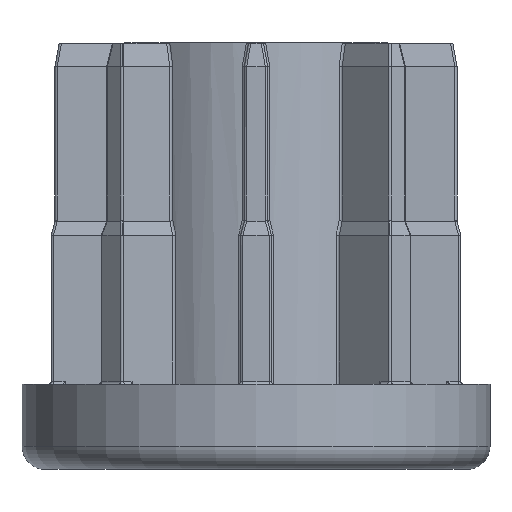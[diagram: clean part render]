
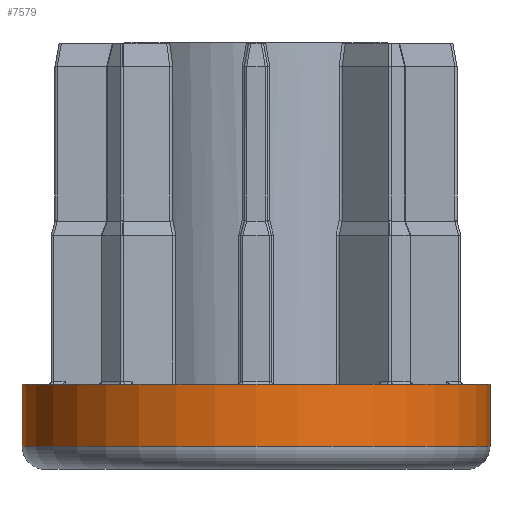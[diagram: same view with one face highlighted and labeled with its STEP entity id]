
A CAD part, front view. The second image highlights one B-rep face of the part: STEP entity #7579.
In plain terms, the highlighted cylindrical face has radius 30.15 mm (diameter 60.3 mm), a partial arc.
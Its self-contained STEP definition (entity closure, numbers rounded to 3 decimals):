
#111 = LINE ( 'NONE', #3050, #4927 ) ;
#186 = DIRECTION ( 'NONE',  ( 0., 0., 1. ) ) ;
#1959 = DIRECTION ( 'NONE',  ( 0., 0., -1. ) ) ;
#2039 = FACE_OUTER_BOUND ( 'NONE', #12257, .T. ) ;
#2719 = CIRCLE ( 'NONE', #2809, 30.15 ) ;
#2809 = AXIS2_PLACEMENT_3D ( 'NONE', #9128, #3025, #10172 ) ;
#3025 = DIRECTION ( 'NONE',  ( 0., 0., 1. ) ) ;
#3050 = CARTESIAN_POINT ( 'NONE',  ( -30.15, 0., 11. ) ) ;
#3057 = ORIENTED_EDGE ( 'NONE', *, *, #11131, .T. ) ;
#3258 = AXIS2_PLACEMENT_3D ( 'NONE', #5236, #10358, #6246 ) ;
#3319 = ORIENTED_EDGE ( 'NONE', *, *, #3493, .T. ) ;
#3449 = CARTESIAN_POINT ( 'NONE',  ( 30.15, 0., 11. ) ) ;
#3493 = EDGE_CURVE ( 'NONE', #12442, #11754, #5510, .T. ) ;
#4125 = LINE ( 'NONE', #6836, #9281 ) ;
#4927 = VECTOR ( 'NONE', #1959, 1000. ) ;
#5044 = CARTESIAN_POINT ( 'NONE',  ( -30.15, 0., 11. ) ) ;
#5236 = CARTESIAN_POINT ( 'NONE',  ( 0., 0., 11. ) ) ;
#5510 = CIRCLE ( 'NONE', #6659, 30.15 ) ;
#5690 = ORIENTED_EDGE ( 'NONE', *, *, #8098, .F. ) ;
#5983 = CARTESIAN_POINT ( 'NONE',  ( -30.15, 0., 3. ) ) ;
#6206 = VERTEX_POINT ( 'NONE', #3449 ) ;
#6246 = DIRECTION ( 'NONE',  ( -1., 0., 0. ) ) ;
#6359 = CARTESIAN_POINT ( 'NONE',  ( 0., 0., 3. ) ) ;
#6638 = ORIENTED_EDGE ( 'NONE', *, *, #10484, .F. ) ;
#6659 = AXIS2_PLACEMENT_3D ( 'NONE', #6359, #186, #7361 ) ;
#6836 = CARTESIAN_POINT ( 'NONE',  ( 30.15, 0., 11. ) ) ;
#7361 = DIRECTION ( 'NONE',  ( 1., 0., 0. ) ) ;
#7411 = CARTESIAN_POINT ( 'NONE',  ( 30.15, 0., 3. ) ) ;
#7579 = ADVANCED_FACE ( 'NONE', ( #2039 ), #9942, .T. ) ;
#7860 = DIRECTION ( 'NONE',  ( 0., 0., -1. ) ) ;
#8098 = EDGE_CURVE ( 'NONE', #10234, #6206, #2719, .T. ) ;
#9128 = CARTESIAN_POINT ( 'NONE',  ( 0., 0., 11. ) ) ;
#9281 = VECTOR ( 'NONE', #7860, 1000. ) ;
#9942 = CYLINDRICAL_SURFACE ( 'NONE', #3258, 30.15 ) ;
#10172 = DIRECTION ( 'NONE',  ( 1., 0., 0. ) ) ;
#10234 = VERTEX_POINT ( 'NONE', #5044 ) ;
#10358 = DIRECTION ( 'NONE',  ( 0., 0., -1. ) ) ;
#10484 = EDGE_CURVE ( 'NONE', #6206, #11754, #4125, .T. ) ;
#11131 = EDGE_CURVE ( 'NONE', #10234, #12442, #111, .T. ) ;
#11754 = VERTEX_POINT ( 'NONE', #7411 ) ;
#12257 = EDGE_LOOP ( 'NONE', ( #6638, #5690, #3057, #3319 ) ) ;
#12442 = VERTEX_POINT ( 'NONE', #5983 ) ;
